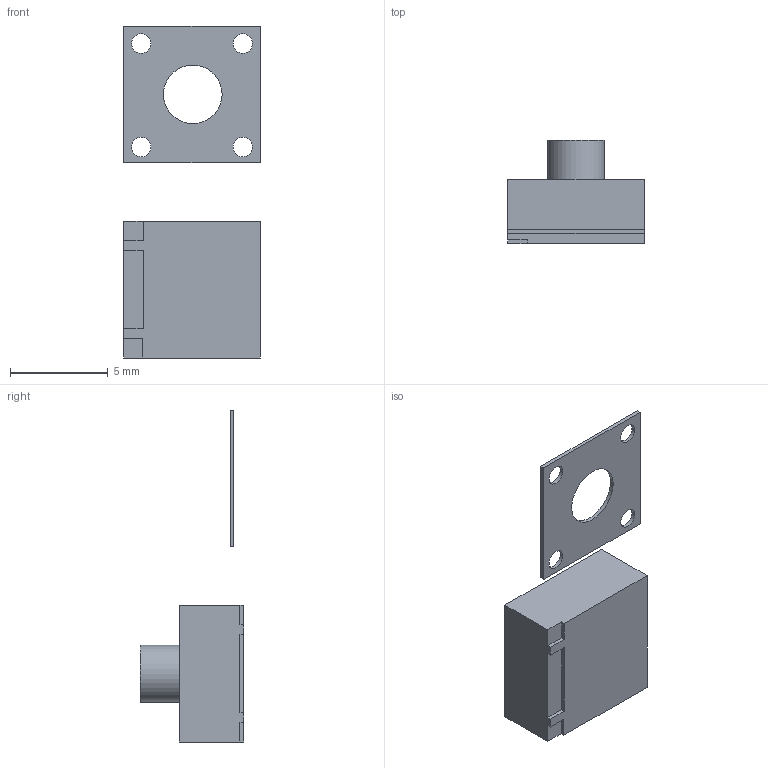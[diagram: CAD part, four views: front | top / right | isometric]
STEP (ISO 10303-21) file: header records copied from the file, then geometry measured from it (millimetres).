
FILE_DESCRIPTION(/* description */ (''),/* implementation_level */ '2;1');
FILE_NAME(/* name */ 'switch v1.step',/* time_stamp */ '2024-06-29T11:44:37+05:30',/* author */ (''),/* organization */ (''),/* preprocessor_version */ 'ST-DEVELOPER v20',/* originating_system */ 'Autodesk Translation Framework v13.14.0.145',/* authorisation */ '');
FILE_SCHEMA (('AUTOMOTIVE_DESIGN { 1 0 10303 214 3 1 1 }'));
Length unit declared in the file: millimetre
Products named in the file (1): switch
Bounding box: 7 x 5.3 x 17 mm (x, y, z)
Volume: 181.1 mm3; surface area: 315.2 mm2
Topology: 2 solids, 2 shells, 31 faces, 75 edges, 50 vertices
Faces by surface type: plane 24, cylinder 7
Full cylindrical faces by diameter (mm): 1 x4, 2.906 x1, 3 x2
Entity records: 969 total; most frequent: CARTESIAN_POINT 157, DIRECTION 153, ORIENTED_EDGE 150, EDGE_CURVE 75, LINE 61, VECTOR 61, VERTEX_POINT 50, AXIS2_PLACEMENT_3D 46
